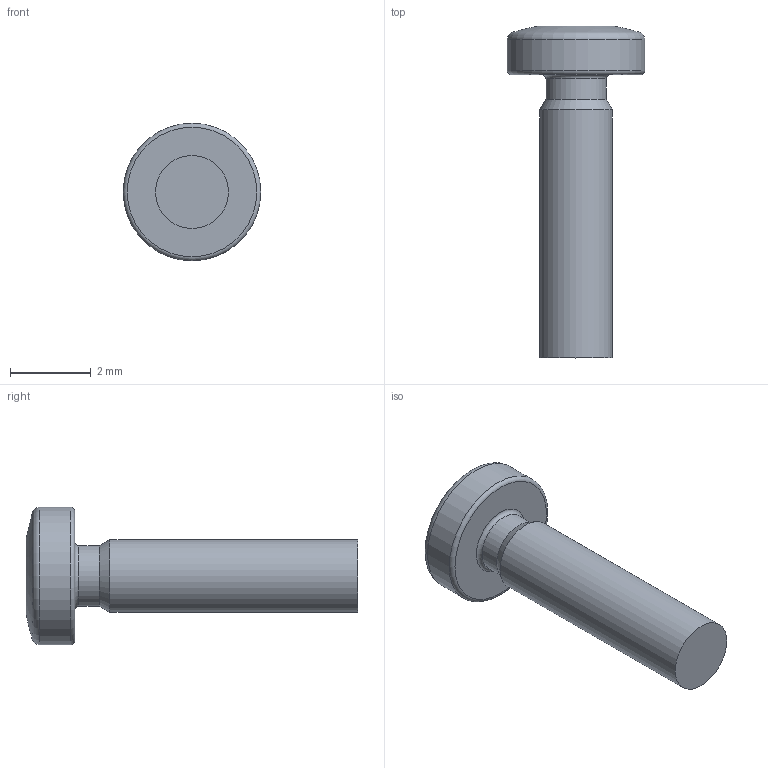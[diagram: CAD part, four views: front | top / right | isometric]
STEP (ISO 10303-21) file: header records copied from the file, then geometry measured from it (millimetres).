
FILE_DESCRIPTION(/* description */ (''),/* implementation_level */ '2;1');
FILE_NAME(/* name */ '00730989_LINSENSCHRAUBE_F-M1.8X7-A2-70.ipt.step',/* time_stamp */ '2014-01-07T11:21:47-08:00',/* author */ ('s-2512170'),/* organization */ (''),/* preprocessor_version */ 'ST-DEVELOPER v15.2',/* originating_system */ 'Autodesk Inventor 2014',/* authorisation */ '');
FILE_SCHEMA (('AUTOMOTIVE_DESIGN { 1 0 10303 214 3 1 1 }'));
Length unit declared in the file: millimetre
Products named in the file (1): 00730989_LINSENSCHRAUBE_F-M1.8X7-A2-70
Bounding box: 3.4 x 8.2 x 3.4 mm (x, y, z)
Volume: 26.3 mm3; surface area: 71.5 mm2
Topology: 1 solids, 1 shells, 60 faces, 168 edges, 112 vertices
Faces by surface type: cylinder 51, plane 4, torus 3, bspline 1, cone 1
Full cylindrical faces by diameter (mm): 1.5 x1, 1.8 x1, 3.4 x1
Entity records: 2054 total; most frequent: DIRECTION 385, CARTESIAN_POINT 356, ORIENTED_EDGE 316, AXIS2_PLACEMENT_3D 168, EDGE_CURVE 158, VERTEX_POINT 109, CIRCLE 108, EDGE_LOOP 69
